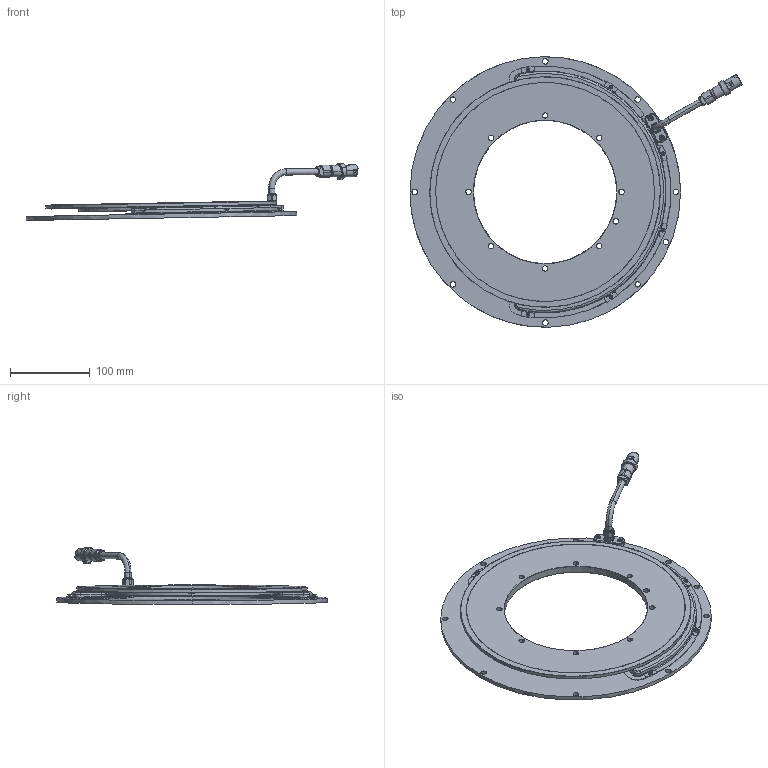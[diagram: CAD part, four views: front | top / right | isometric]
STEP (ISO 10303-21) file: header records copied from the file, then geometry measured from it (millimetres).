
FILE_DESCRIPTION(('CATIA V5 STEP'),'2;1');
FILE_NAME('RS87-1024NGA_3d.stp','2012-02-28T09:56:35+00:00',('none'),('none'),'CATIA Version 5 Release 19 SP 6 (IN-10)','CATIA V5 STEP AP214','none');
FILE_SCHEMA(('AUTOMOTIVE_DESIGN { 1 0 10303 214 1 1 1 1 }'));
Products named in the file (1): RS87-1024NGA
Bounding box: 417.17 x 340 x 71.61 mm (x, y, z)
Volume: 221890.8 mm3; surface area: 238260.3 mm2
Topology: 1 solids, 2 shells, 1147 faces, 3735 edges, 2656 vertices
Faces by surface type: cylinder 472, plane 434, revolution 157, bspline 84
Entity records: 47119 total; most frequent: CARTESIAN_POINT 16758, ORIENTED_EDGE 7406, DIRECTION 4451, EDGE_CURVE 3703, VERTEX_POINT 2656, AXIS2_PLACEMENT_3D 2124, EDGE_LOOP 1308, VECTOR 1265
